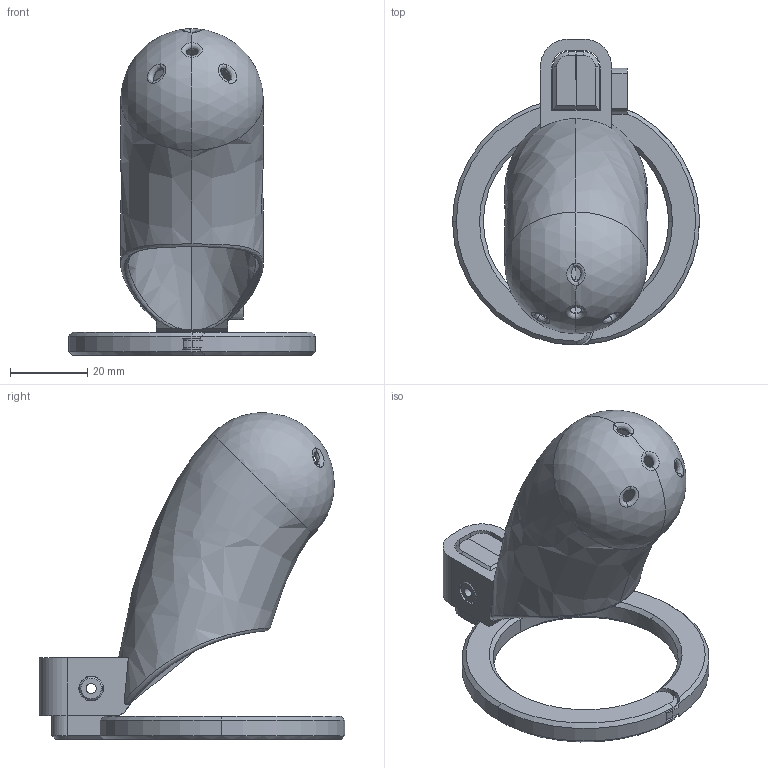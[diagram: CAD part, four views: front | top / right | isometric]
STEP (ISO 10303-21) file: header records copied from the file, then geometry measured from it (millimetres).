
FILE_DESCRIPTION (( 'STEP AP214' ), '1' );
FILE_NAME ('Device.STEP', '2021-04-23T16:24:33', ( '' ), ( '' ), 'SwSTEP 2.0', 'SolidWorks 2020', '' );
FILE_SCHEMA (( 'AUTOMOTIVE_DESIGN' ));
Length unit declared in the file: millimetre
Products named in the file (4): Device; Cage; Lock; Ring
Assembly tree (3 placements, depth 2):
  Device
    Ring
    Cage
    Lock
Bounding box: 64 x 79.25 x 84.7 mm (x, y, z)
Volume: 28983 mm3; surface area: 24559.3 mm2
Topology: 4 solids, 4 shells, 153 faces, 416 edges, 264 vertices
Faces by surface type: plane 56, cylinder 50, cone 21, bspline 18, torus 4, sphere 4
Entity records: 7783 total; most frequent: CARTESIAN_POINT 3843, ORIENTED_EDGE 812, DIRECTION 786, EDGE_CURVE 406, AXIS2_PLACEMENT_3D 301, VERTEX_POINT 260, VECTOR 184, LINE 184
